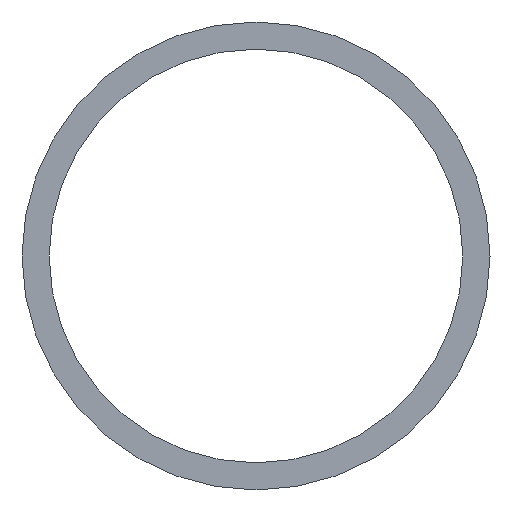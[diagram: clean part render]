
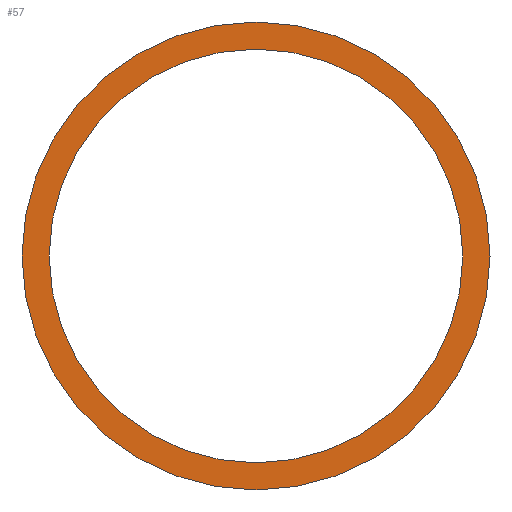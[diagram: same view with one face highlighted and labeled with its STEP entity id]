
A CAD part, left-side view. The second image highlights one B-rep face of the part: STEP entity #57.
In plain terms, the highlighted planar face has unit normal (-1, 0, 0).
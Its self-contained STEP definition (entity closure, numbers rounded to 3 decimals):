
#55 = EDGE_CURVE( '', #85, #95, #126, .T. );
#57 = ADVANCED_FACE( '', ( #128, #129 ), #130, .F. );
#71 = EDGE_CURVE( '', #77, #101, #145, .T. );
#77 = VERTEX_POINT( '', #152 );
#85 = VERTEX_POINT( '', #162 );
#93 = EDGE_CURVE( '', #101, #77, #171, .T. );
#95 = VERTEX_POINT( '', #173 );
#97 = EDGE_CURVE( '', #95, #85, #175, .T. );
#101 = VERTEX_POINT( '', #179 );
#126 = CIRCLE( '', #196, 25. );
#128 = FACE_OUTER_BOUND( '', #198, .T. );
#129 = FACE_BOUND( '', #199, .T. );
#130 = PLANE( '', #200 );
#145 = CIRCLE( '', #220, 22.1 );
#152 = CARTESIAN_POINT( '', ( 0., 0., -22.1 ) );
#162 = CARTESIAN_POINT( '', ( 0., 0., -25. ) );
#171 = CIRCLE( '', #252, 22.1 );
#173 = CARTESIAN_POINT( '', ( 0., 0., 25. ) );
#175 = CIRCLE( '', #257, 25. );
#179 = CARTESIAN_POINT( '', ( 0., 0., 22.1 ) );
#196 = AXIS2_PLACEMENT_3D( '', #277, #278, #279 );
#198 = EDGE_LOOP( '', ( #281, #282 ) );
#199 = EDGE_LOOP( '', ( #283, #284 ) );
#200 = AXIS2_PLACEMENT_3D( '', #285, #286, #287 );
#220 = AXIS2_PLACEMENT_3D( '', #303, #304, #305 );
#252 = AXIS2_PLACEMENT_3D( '', #334, #335, #336 );
#257 = AXIS2_PLACEMENT_3D( '', #337, #338, #339 );
#277 = CARTESIAN_POINT( '', ( 0., 0., 0. ) );
#278 = DIRECTION( '', ( 1., 0., 0. ) );
#279 = DIRECTION( '', ( 0., 0., -1. ) );
#281 = ORIENTED_EDGE( '', *, *, #55, .F. );
#282 = ORIENTED_EDGE( '', *, *, #97, .F. );
#283 = ORIENTED_EDGE( '', *, *, #71, .T. );
#284 = ORIENTED_EDGE( '', *, *, #93, .T. );
#285 = CARTESIAN_POINT( '', ( 0., 0., 0. ) );
#286 = DIRECTION( '', ( 1., 0., 0. ) );
#287 = DIRECTION( '', ( 0., 0., -1. ) );
#303 = CARTESIAN_POINT( '', ( 0., 0., 0. ) );
#304 = DIRECTION( '', ( 1., 0., 0. ) );
#305 = DIRECTION( '', ( 0., 0., -1. ) );
#334 = CARTESIAN_POINT( '', ( 0., 0., 0. ) );
#335 = DIRECTION( '', ( 1., 0., 0. ) );
#336 = DIRECTION( '', ( 0., 0., -1. ) );
#337 = CARTESIAN_POINT( '', ( 0., 0., 0. ) );
#338 = DIRECTION( '', ( 1., 0., 0. ) );
#339 = DIRECTION( '', ( 0., 0., -1. ) );
